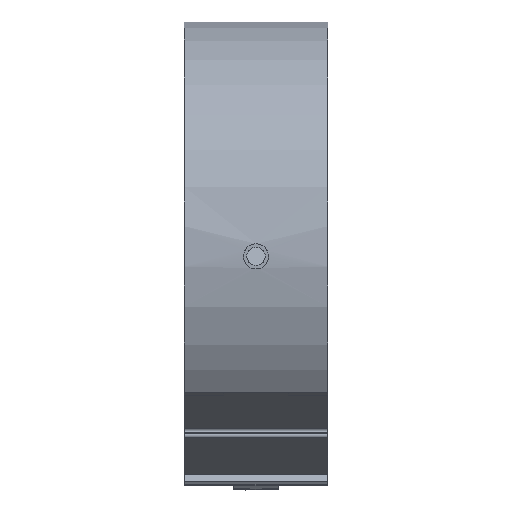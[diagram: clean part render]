
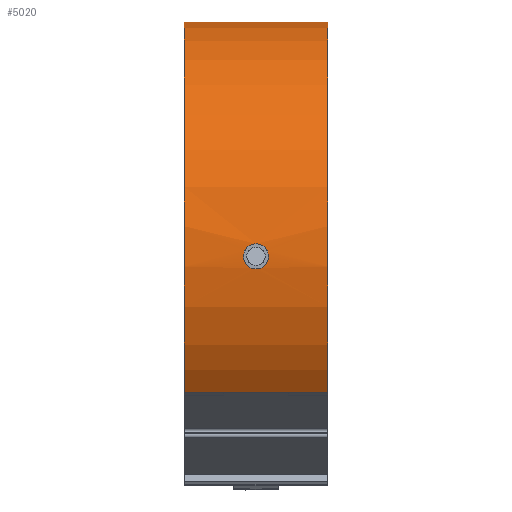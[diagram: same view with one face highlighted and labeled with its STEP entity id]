
A CAD part, top view. The second image highlights one B-rep face of the part: STEP entity #5020.
In plain terms, the highlighted cylindrical face has radius 41.15 mm (diameter 82.3 mm), a partial arc.
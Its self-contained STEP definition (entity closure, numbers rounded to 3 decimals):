
#49 = VERTEX_POINT('',#50);
#50 = CARTESIAN_POINT('',(12.494,29.029,-29.166
    ));
#57 = EDGE_CURVE('',#49,#58,#60,.T.);
#58 = VERTEX_POINT('',#59);
#59 = CARTESIAN_POINT('',(12.514,-23.819,
    33.556));
#60 = ELLIPSE('',#61,41.15,41.15);
#61 = AXIS2_PLACEMENT_3D('',#62,#63,#64);
#62 = CARTESIAN_POINT('',(12.503,0.,0.));
#63 = DIRECTION('',(1.,0.,
    0.));
#64 = DIRECTION('',(0.,-0.173,-0.985)
  );
#5001 = VERTEX_POINT('',#5002);
#5002 = CARTESIAN_POINT('',(-12.514,-23.819,
    33.556));
#5010 = EDGE_CURVE('',#58,#5001,#5011,.T.);
#5011 = LINE('',#5012,#5013);
#5012 = CARTESIAN_POINT('',(0.,-23.819,33.556)
  );
#5013 = VECTOR('',#5014,1.);
#5014 = DIRECTION('',(-1.,0.,0.));
#5020 = ADVANCED_FACE('',(#5021,#5074),#5152,.T.);
#5021 = FACE_BOUND('',#5022,.T.);
#5022 = EDGE_LOOP('',(#5023,#5024,#5025,#5033,#5042,#5050,#5059,#5067));
#5023 = ORIENTED_EDGE('',*,*,#5010,.F.);
#5024 = ORIENTED_EDGE('',*,*,#57,.F.);
#5025 = ORIENTED_EDGE('',*,*,#5026,.F.);
#5026 = EDGE_CURVE('',#5027,#49,#5029,.T.);
#5027 = VERTEX_POINT('',#5028);
#5028 = CARTESIAN_POINT('',(4.,29.029,-29.166));
#5029 = LINE('',#5030,#5031);
#5030 = CARTESIAN_POINT('',(0.,29.029,-29.166));
#5031 = VECTOR('',#5032,1.);
#5032 = DIRECTION('',(1.,0.,0.));
#5033 = ORIENTED_EDGE('',*,*,#5034,.T.);
#5034 = EDGE_CURVE('',#5027,#5035,#5037,.T.);
#5035 = VERTEX_POINT('',#5036);
#5036 = CARTESIAN_POINT('',(4.,34.676,-22.156));
#5037 = CIRCLE('',#5038,41.15);
#5038 = AXIS2_PLACEMENT_3D('',#5039,#5040,#5041);
#5039 = CARTESIAN_POINT('',(4.,0.,0.));
#5040 = DIRECTION('',(1.,0.,0.));
#5041 = DIRECTION('',(0.,1.,0.));
#5042 = ORIENTED_EDGE('',*,*,#5043,.F.);
#5043 = EDGE_CURVE('',#5044,#5035,#5046,.T.);
#5044 = VERTEX_POINT('',#5045);
#5045 = CARTESIAN_POINT('',(-4.,34.676,-22.156));
#5046 = LINE('',#5047,#5048);
#5047 = CARTESIAN_POINT('',(0.,34.676,-22.156)
  );
#5048 = VECTOR('',#5049,1.);
#5049 = DIRECTION('',(1.,0.,0.));
#5050 = ORIENTED_EDGE('',*,*,#5051,.F.);
#5051 = EDGE_CURVE('',#5052,#5044,#5054,.T.);
#5052 = VERTEX_POINT('',#5053);
#5053 = CARTESIAN_POINT('',(-4.,29.029,-29.166));
#5054 = CIRCLE('',#5055,41.15);
#5055 = AXIS2_PLACEMENT_3D('',#5056,#5057,#5058);
#5056 = CARTESIAN_POINT('',(-4.,0.,0.));
#5057 = DIRECTION('',(1.,0.,0.));
#5058 = DIRECTION('',(0.,1.,0.));
#5059 = ORIENTED_EDGE('',*,*,#5060,.F.);
#5060 = EDGE_CURVE('',#5061,#5052,#5063,.T.);
#5061 = VERTEX_POINT('',#5062);
#5062 = CARTESIAN_POINT('',(-12.494,29.029,
    -29.166));
#5063 = LINE('',#5064,#5065);
#5064 = CARTESIAN_POINT('',(0.,29.029,-29.166));
#5065 = VECTOR('',#5066,1.);
#5066 = DIRECTION('',(1.,0.,0.));
#5067 = ORIENTED_EDGE('',*,*,#5068,.T.);
#5068 = EDGE_CURVE('',#5061,#5001,#5069,.T.);
#5069 = ELLIPSE('',#5070,41.15,41.15);
#5070 = AXIS2_PLACEMENT_3D('',#5071,#5072,#5073);
#5071 = CARTESIAN_POINT('',(-12.503,0.,0.));
#5072 = DIRECTION('',(1.,0.,
    0.));
#5073 = DIRECTION('',(0.,-0.173,-0.985
    ));
#5074 = FACE_BOUND('',#5075,.T.);
#5075 = EDGE_LOOP('',(#5076,#5097,#5116,#5135));
#5076 = ORIENTED_EDGE('',*,*,#5077,.F.);
#5077 = EDGE_CURVE('',#5078,#5080,#5082,.T.);
#5078 = VERTEX_POINT('',#5079);
#5079 = CARTESIAN_POINT('',(0.,-2.2,41.091));
#5080 = VERTEX_POINT('',#5081);
#5081 = CARTESIAN_POINT('',(2.2,0.,41.15));
#5082 = B_SPLINE_CURVE_WITH_KNOTS('',7,(#5083,#5084,#5085,#5086,#5087,
    #5088,#5089,#5090,#5091,#5092,#5093,#5094,#5095,#5096),
  .UNSPECIFIED.,.F.,.F.,(8,6,8),(0.,0.49,1.),.UNSPECIFIED.);
#5083 = CARTESIAN_POINT('',(0.,-2.2,41.091));
#5084 = CARTESIAN_POINT('',(0.21,-2.2,
    41.091));
#5085 = CARTESIAN_POINT('',(0.42,-2.177,
    41.092));
#5086 = CARTESIAN_POINT('',(0.628,-2.13,
    41.095));
#5087 = CARTESIAN_POINT('',(0.833,-2.059,
    41.099));
#5088 = CARTESIAN_POINT('',(1.032,-1.964,
    41.103));
#5089 = CARTESIAN_POINT('',(1.223,-1.843,
    41.109));
#5090 = CARTESIAN_POINT('',(1.589,-1.541,
    41.121));
#5091 = CARTESIAN_POINT('',(1.767,-1.353,
    41.128));
#5092 = CARTESIAN_POINT('',(1.927,-1.131,
    41.136));
#5093 = CARTESIAN_POINT('',(2.057,-0.879,
    41.142));
#5094 = CARTESIAN_POINT('',(2.151,-0.601,
    41.147));
#5095 = CARTESIAN_POINT('',(2.2,-0.305,41.15));
#5096 = CARTESIAN_POINT('',(2.2,0.,41.15));
#5097 = ORIENTED_EDGE('',*,*,#5098,.T.);
#5098 = EDGE_CURVE('',#5078,#5099,#5101,.T.);
#5099 = VERTEX_POINT('',#5100);
#5100 = CARTESIAN_POINT('',(-2.2,0.,41.15));
#5101 = B_SPLINE_CURVE_WITH_KNOTS('',7,(#5102,#5103,#5104,#5105,#5106,
    #5107,#5108,#5109,#5110,#5111,#5112,#5113,#5114,#5115),
  .UNSPECIFIED.,.F.,.F.,(8,6,8),(0.,0.49,1.),.UNSPECIFIED.);
#5102 = CARTESIAN_POINT('',(0.,-2.2,41.091));
#5103 = CARTESIAN_POINT('',(-0.21,-2.2,
    41.091));
#5104 = CARTESIAN_POINT('',(-0.42,-2.177,
    41.092));
#5105 = CARTESIAN_POINT('',(-0.628,-2.13,
    41.095));
#5106 = CARTESIAN_POINT('',(-0.833,-2.059,
    41.099));
#5107 = CARTESIAN_POINT('',(-1.032,-1.964,
    41.103));
#5108 = CARTESIAN_POINT('',(-1.223,-1.843,
    41.109));
#5109 = CARTESIAN_POINT('',(-1.589,-1.541,
    41.121));
#5110 = CARTESIAN_POINT('',(-1.767,-1.353,
    41.128));
#5111 = CARTESIAN_POINT('',(-1.927,-1.131,
    41.136));
#5112 = CARTESIAN_POINT('',(-2.057,-0.879,
    41.142));
#5113 = CARTESIAN_POINT('',(-2.151,-0.601,
    41.147));
#5114 = CARTESIAN_POINT('',(-2.2,-0.305,41.15));
#5115 = CARTESIAN_POINT('',(-2.2,0.,41.15));
#5116 = ORIENTED_EDGE('',*,*,#5117,.T.);
#5117 = EDGE_CURVE('',#5099,#5118,#5120,.T.);
#5118 = VERTEX_POINT('',#5119);
#5119 = CARTESIAN_POINT('',(0.,2.2,41.091));
#5120 = B_SPLINE_CURVE_WITH_KNOTS('',7,(#5121,#5122,#5123,#5124,#5125,
    #5126,#5127,#5128,#5129,#5130,#5131,#5132,#5133,#5134),
  .UNSPECIFIED.,.F.,.F.,(8,6,8),(0.,0.51,1.),.UNSPECIFIED.);
#5121 = CARTESIAN_POINT('',(-2.2,0.,41.15));
#5122 = CARTESIAN_POINT('',(-2.2,0.305,41.15));
#5123 = CARTESIAN_POINT('',(-2.151,0.601,
    41.147));
#5124 = CARTESIAN_POINT('',(-2.057,0.879,
    41.142));
#5125 = CARTESIAN_POINT('',(-1.927,1.131,
    41.136));
#5126 = CARTESIAN_POINT('',(-1.767,1.353,
    41.129));
#5127 = CARTESIAN_POINT('',(-1.589,1.541,
    41.121));
#5128 = CARTESIAN_POINT('',(-1.223,1.843,
    41.109));
#5129 = CARTESIAN_POINT('',(-1.032,1.964,
    41.103));
#5130 = CARTESIAN_POINT('',(-0.833,2.059,
    41.099));
#5131 = CARTESIAN_POINT('',(-0.628,2.13,
    41.095));
#5132 = CARTESIAN_POINT('',(-0.42,2.177,
    41.092));
#5133 = CARTESIAN_POINT('',(-0.21,2.2,
    41.091));
#5134 = CARTESIAN_POINT('',(0.,2.2,41.091));
#5135 = ORIENTED_EDGE('',*,*,#5136,.F.);
#5136 = EDGE_CURVE('',#5080,#5118,#5137,.T.);
#5137 = B_SPLINE_CURVE_WITH_KNOTS('',7,(#5138,#5139,#5140,#5141,#5142,
    #5143,#5144,#5145,#5146,#5147,#5148,#5149,#5150,#5151),
  .UNSPECIFIED.,.F.,.F.,(8,6,8),(0.,0.51,1.),.UNSPECIFIED.);
#5138 = CARTESIAN_POINT('',(2.2,0.,41.15));
#5139 = CARTESIAN_POINT('',(2.2,0.305,41.15));
#5140 = CARTESIAN_POINT('',(2.151,0.601,
    41.147));
#5141 = CARTESIAN_POINT('',(2.057,0.879,41.142
    ));
#5142 = CARTESIAN_POINT('',(1.927,1.131,41.136
    ));
#5143 = CARTESIAN_POINT('',(1.767,1.353,
    41.129));
#5144 = CARTESIAN_POINT('',(1.589,1.541,
    41.121));
#5145 = CARTESIAN_POINT('',(1.223,1.843,
    41.109));
#5146 = CARTESIAN_POINT('',(1.032,1.964,
    41.103));
#5147 = CARTESIAN_POINT('',(0.833,2.059,41.099
    ));
#5148 = CARTESIAN_POINT('',(0.628,2.13,
    41.095));
#5149 = CARTESIAN_POINT('',(0.42,2.177,
    41.092));
#5150 = CARTESIAN_POINT('',(0.21,2.2,
    41.091));
#5151 = CARTESIAN_POINT('',(0.,2.2,41.091));
#5152 = CYLINDRICAL_SURFACE('',#5153,41.15);
#5153 = AXIS2_PLACEMENT_3D('',#5154,#5155,#5156);
#5154 = CARTESIAN_POINT('',(0.,0.,0.));
#5155 = DIRECTION('',(1.,0.,0.));
#5156 = DIRECTION('',(0.,1.,0.));
